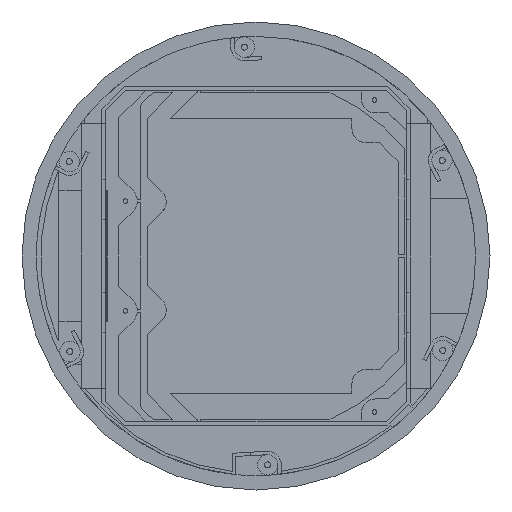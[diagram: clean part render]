
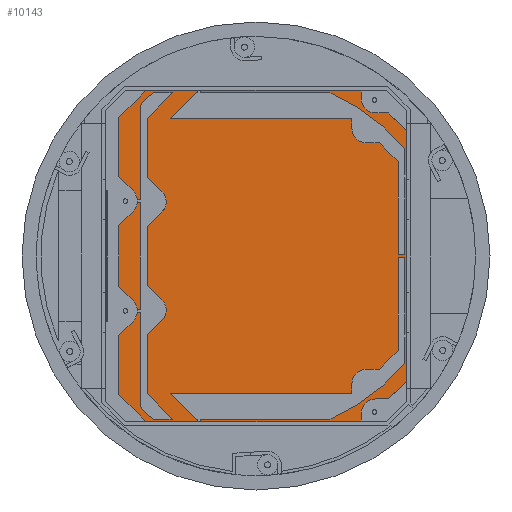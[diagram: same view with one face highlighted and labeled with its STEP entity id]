
A CAD part, front view. The second image highlights one B-rep face of the part: STEP entity #10143.
In plain terms, the highlighted face is planar.
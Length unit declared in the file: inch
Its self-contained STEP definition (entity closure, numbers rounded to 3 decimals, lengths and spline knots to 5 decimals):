
#524 = EDGE_CURVE ( 'NONE', #2485, #13814, #15578, .T. ) ;
#1276 = DIRECTION ( 'NONE',  ( -1., 0., 0. ) ) ;
#2485 = VERTEX_POINT ( 'NONE', #26207 ) ;
#3040 = VECTOR ( 'NONE', #14273, 39.37008 ) ;
#3142 = ORIENTED_EDGE ( 'NONE', *, *, #5297, .F. ) ;
#3146 = AXIS2_PLACEMENT_3D ( 'NONE', #18620, #4522, #20973 ) ;
#4522 = DIRECTION ( 'NONE',  ( 0., 0., 1. ) ) ;
#5297 = EDGE_CURVE ( 'NONE', #13814, #28539, #28437, .T. ) ;
#6789 = PLANE ( 'NONE',  #3146 ) ;
#6936 = ORIENTED_EDGE ( 'NONE', *, *, #21460, .F. ) ;
#7020 = LINE ( 'NONE', #22888, #12560 ) ;
#10143 = ADVANCED_FACE ( 'NONE', ( #30208 ), #6789, .F. ) ;
#11269 = CIRCLE ( 'NONE', #21950, 5.70866 ) ;
#11275 = DIRECTION ( 'NONE',  ( 0., -1., 0. ) ) ;
#11910 = CARTESIAN_POINT ( 'NONE',  ( 3.93898, 0., 0. ) ) ;
#12560 = VECTOR ( 'NONE', #11275, 39.37008 ) ;
#12731 = DIRECTION ( 'NONE',  ( 0., 0., 1. ) ) ;
#13814 = VERTEX_POINT ( 'NONE', #18119 ) ;
#14273 = DIRECTION ( 'NONE',  ( 0., 1., 0. ) ) ;
#14529 = ORIENTED_EDGE ( 'NONE', *, *, #524, .F. ) ;
#15368 = DIRECTION ( 'NONE',  ( 0., 0., 1. ) ) ;
#15578 = LINE ( 'NONE', #11910, #3040 ) ;
#18119 = CARTESIAN_POINT ( 'NONE',  ( 3.93898, 4.13386, 0. ) ) ;
#18620 = CARTESIAN_POINT ( 'NONE',  ( 0.00197, 0., 0. ) ) ;
#20246 = EDGE_CURVE ( 'NONE', #24202, #2485, #11269, .T. ) ;
#20515 = EDGE_LOOP ( 'NONE', ( #14529, #28038, #6936, #3142 ) ) ;
#20973 = DIRECTION ( 'NONE',  ( 1., 0., 0. ) ) ;
#21460 = EDGE_CURVE ( 'NONE', #28539, #24202, #7020, .T. ) ;
#21950 = AXIS2_PLACEMENT_3D ( 'NONE', #29495, #15368, #1276 ) ;
#22888 = CARTESIAN_POINT ( 'NONE',  ( -4.32874, 0., 0. ) ) ;
#24114 = CARTESIAN_POINT ( 'NONE',  ( -4.32874, -3.71938, 0. ) ) ;
#24202 = VERTEX_POINT ( 'NONE', #24114 ) ;
#25941 = CARTESIAN_POINT ( 'NONE',  ( -4.32874, 3.71938, 0. ) ) ;
#26207 = CARTESIAN_POINT ( 'NONE',  ( 3.93898, -4.13386, 0. ) ) ;
#26306 = AXIS2_PLACEMENT_3D ( 'NONE', #26802, #12731, #29220 ) ;
#26802 = CARTESIAN_POINT ( 'NONE',  ( 0.00197, 0., 0. ) ) ;
#28038 = ORIENTED_EDGE ( 'NONE', *, *, #20246, .F. ) ;
#28437 = CIRCLE ( 'NONE', #26306, 5.70866 ) ;
#28539 = VERTEX_POINT ( 'NONE', #25941 ) ;
#29220 = DIRECTION ( 'NONE',  ( -1., 0., 0. ) ) ;
#29495 = CARTESIAN_POINT ( 'NONE',  ( 0.00197, 0., 0. ) ) ;
#30208 = FACE_OUTER_BOUND ( 'NONE', #20515, .T. ) ;
